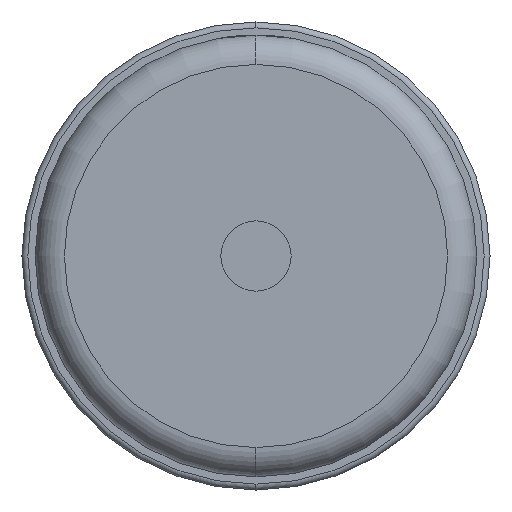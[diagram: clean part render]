
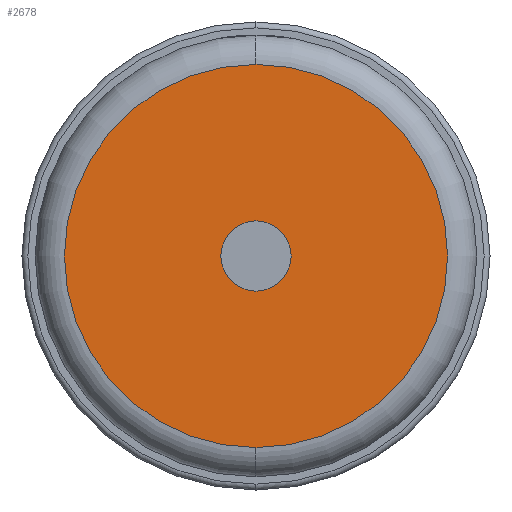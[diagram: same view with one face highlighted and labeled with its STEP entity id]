
A CAD part, left-side view. The second image highlights one B-rep face of the part: STEP entity #2678.
In plain terms, the highlighted planar face has unit normal (-1, 0, 0).
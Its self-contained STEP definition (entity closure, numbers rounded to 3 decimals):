
#71 = EDGE_CURVE ( 'NONE', #2904, #4569, #227, .T. ) ;
#113 = CARTESIAN_POINT ( 'NONE',  ( 0., 0., 0. ) ) ;
#143 = AXIS2_PLACEMENT_3D ( 'NONE', #385, #1188, #1204 ) ;
#227 = CIRCLE ( 'NONE', #143, 32.75 ) ;
#264 = AXIS2_PLACEMENT_3D ( 'NONE', #113, #3944, #2858 ) ;
#346 = CIRCLE ( 'NONE', #599, 6. ) ;
#361 = VERTEX_POINT ( 'NONE', #1866 ) ;
#385 = CARTESIAN_POINT ( 'NONE',  ( 0., 0., 0. ) ) ;
#486 = EDGE_CURVE ( 'NONE', #361, #672, #1139, .T. ) ;
#582 = CARTESIAN_POINT ( 'NONE',  ( 0., 0., 32.75 ) ) ;
#599 = AXIS2_PLACEMENT_3D ( 'NONE', #4746, #4301, #1590 ) ;
#635 = FACE_OUTER_BOUND ( 'NONE', #1497, .T. ) ;
#672 = VERTEX_POINT ( 'NONE', #2796 ) ;
#766 = CARTESIAN_POINT ( 'NONE',  ( 0., 0., 0. ) ) ;
#1139 = CIRCLE ( 'NONE', #1598, 6. ) ;
#1188 = DIRECTION ( 'NONE',  ( -1., 0., 0. ) ) ;
#1204 = DIRECTION ( 'NONE',  ( 0., 0., -1. ) ) ;
#1302 = CARTESIAN_POINT ( 'NONE',  ( 0., 0., 0. ) ) ;
#1382 = CIRCLE ( 'NONE', #3200, 32.75 ) ;
#1497 = EDGE_LOOP ( 'NONE', ( #4795, #2583 ) ) ;
#1590 = DIRECTION ( 'NONE',  ( 0., 0., -1. ) ) ;
#1598 = AXIS2_PLACEMENT_3D ( 'NONE', #766, #1947, #3537 ) ;
#1619 = EDGE_CURVE ( 'NONE', #672, #361, #346, .T. ) ;
#1632 = PLANE ( 'NONE',  #264 ) ;
#1737 = EDGE_LOOP ( 'NONE', ( #4368, #3286 ) ) ;
#1866 = CARTESIAN_POINT ( 'NONE',  ( 0., 0., -6. ) ) ;
#1947 = DIRECTION ( 'NONE',  ( -1., 0., 0. ) ) ;
#2045 = DIRECTION ( 'NONE',  ( -1., 0., 0. ) ) ;
#2111 = FACE_BOUND ( 'NONE', #1737, .T. ) ;
#2583 = ORIENTED_EDGE ( 'NONE', *, *, #71, .T. ) ;
#2678 = ADVANCED_FACE ( 'NONE', ( #635, #2111 ), #1632, .F. ) ;
#2717 = CARTESIAN_POINT ( 'NONE',  ( 0., 0., -32.75 ) ) ;
#2796 = CARTESIAN_POINT ( 'NONE',  ( 0., 0., 6. ) ) ;
#2858 = DIRECTION ( 'NONE',  ( 0., 0., -1. ) ) ;
#2904 = VERTEX_POINT ( 'NONE', #582 ) ;
#3083 = EDGE_CURVE ( 'NONE', #4569, #2904, #1382, .T. ) ;
#3200 = AXIS2_PLACEMENT_3D ( 'NONE', #1302, #2045, #3249 ) ;
#3249 = DIRECTION ( 'NONE',  ( 0., 0., -1. ) ) ;
#3286 = ORIENTED_EDGE ( 'NONE', *, *, #1619, .F. ) ;
#3537 = DIRECTION ( 'NONE',  ( 0., 0., -1. ) ) ;
#3944 = DIRECTION ( 'NONE',  ( 1., 0., 0. ) ) ;
#4301 = DIRECTION ( 'NONE',  ( -1., 0., 0. ) ) ;
#4368 = ORIENTED_EDGE ( 'NONE', *, *, #486, .F. ) ;
#4569 = VERTEX_POINT ( 'NONE', #2717 ) ;
#4746 = CARTESIAN_POINT ( 'NONE',  ( 0., 0., 0. ) ) ;
#4795 = ORIENTED_EDGE ( 'NONE', *, *, #3083, .T. ) ;
